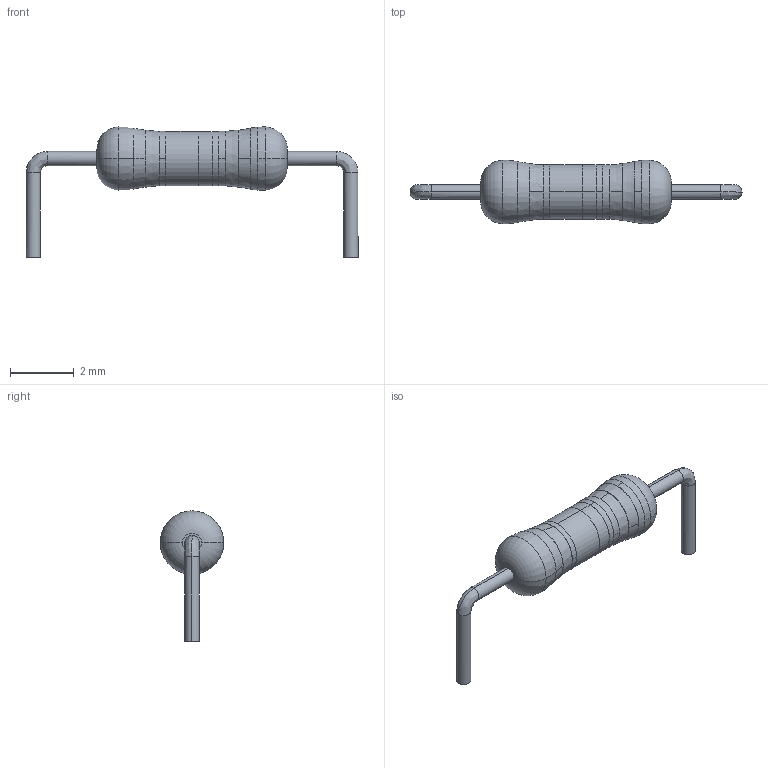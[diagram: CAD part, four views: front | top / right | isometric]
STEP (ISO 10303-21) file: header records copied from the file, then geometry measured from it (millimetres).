
FILE_DESCRIPTION (( 'STEP AP214' ), '1' );
FILE_NAME ('User Library-MF0.25W_6mm_10mm_22ohm.STEP', '2022-02-01T17:06:52', ( '' ), ( '' ), 'SwSTEP 2.0', 'SolidWorks 2021', '' );
FILE_SCHEMA (( 'AUTOMOTIVE_DESIGN' ));
Length unit declared in the file: millimetre
Products named in the file (1): User Library-MF0.25W_6mm_10mm_22ohm
Bounding box: 10.45 x 2 x 4.1 mm (x, y, z)
Volume: 16.5 mm3; surface area: 50.9 mm2
Topology: 1 solids, 1 shells, 50 faces, 114 edges, 74 vertices
Faces by surface type: cylinder 14, bspline 12, plane 10, torus 8, cone 6
Entity records: 2168 total; most frequent: CARTESIAN_POINT 811, ORIENTED_EDGE 228, DIRECTION 222, EDGE_CURVE 114, AXIS2_PLACEMENT_3D 101, VERTEX_POINT 74, CIRCLE 62, EDGE_LOOP 58
